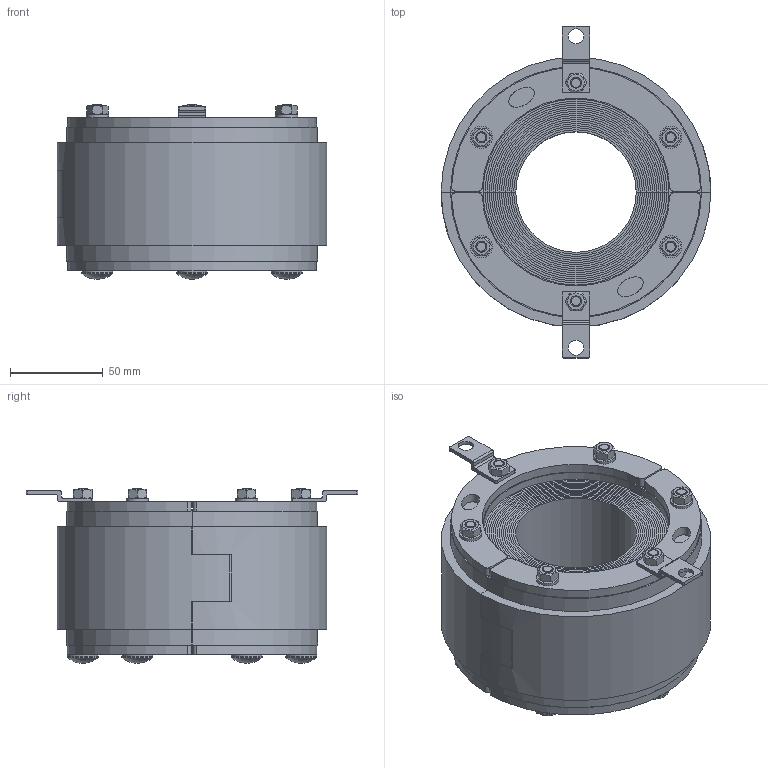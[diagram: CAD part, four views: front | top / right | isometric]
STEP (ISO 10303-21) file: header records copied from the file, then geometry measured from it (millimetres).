
FILE_DESCRIPTION(/* description */ ('REAR FITTING'),/* implementation_level */ '2;1');
FILE_NAME(/* name */ 'RS_145_UG_WOC.stp',/* time_stamp */ '2018-06-26T14:09:46+02:00',/* author */ ('se-tontor'),/* organization */ (''),/* preprocessor_version */ 'ST-DEVELOPER v16.1',/* originating_system */ 'Autodesk Inventor 2016',/* authorisation */ '');
FILE_SCHEMA (('AUTOMOTIVE_DESIGN { 1 0 10303 214 3 1 1 }'));
Length unit declared in the file: millimetre
Products named in the file (12): 100-055716; 100-055719; 100-055718; 100-055715; 100-006387; 100-002308; 100-001226; 100-001213; 100-051209-01; 100-074124; 100-114213-135; 100-117717
Assembly tree (35 placements, depth 4):
  100-117717
    100-074124
      100-055716  x4
      100-055715  x2
        100-055719
        100-055718
      100-006387  x6
      100-002308  x4
      100-001226  x6
      100-001213  x6
      100-051209-01  x2
    100-114213-135  x2
Bounding box: 145 x 178.5 x 93.79 mm (x, y, z)
Volume: 943065.3 mm3; surface area: 722987.3 mm2
Topology: 64 solids, 64 shells, 1908 faces, 4928 edges, 3264 vertices
Faces by surface type: plane 1364, bspline 282, cylinder 202, cone 54, sphere 6
Full cylindrical faces by diameter (mm): 4.917 x6, 5.5 x6, 6 x6, 6.2 x2, 6.4 x4, 8.2 x2, 12 x4, 16.5 x6, 16.55 x6
Entity records: 27367 total; most frequent: CARTESIAN_POINT 6494, ORIENTED_EDGE 4462, DIRECTION 3656, EDGE_CURVE 2231, LINE 1740, VECTOR 1740, VERTEX_POINT 1492, AXIS2_PLACEMENT_3D 958
